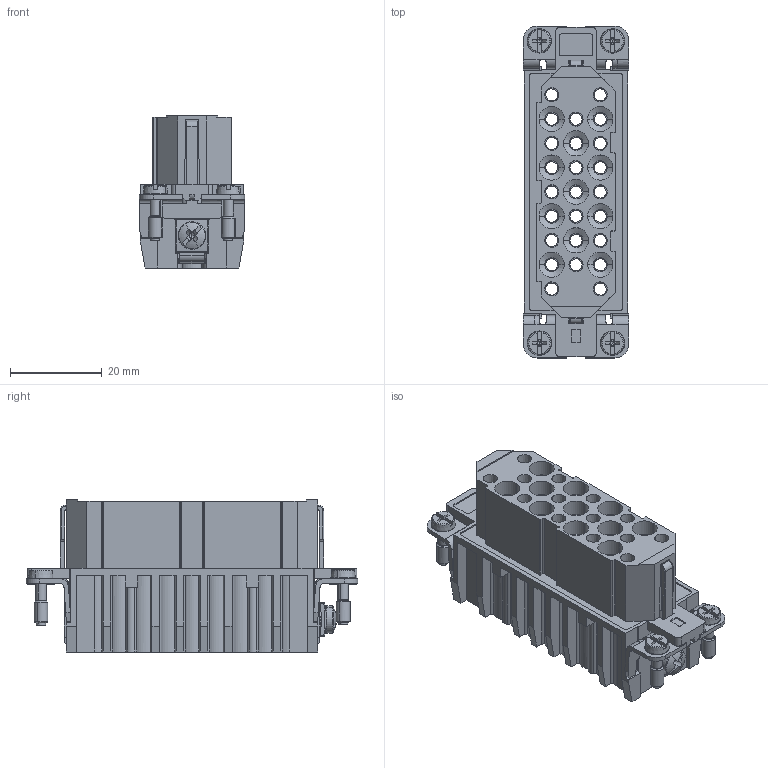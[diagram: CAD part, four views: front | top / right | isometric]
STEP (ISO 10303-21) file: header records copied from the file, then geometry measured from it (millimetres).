
FILE_DESCRIPTION(('CATIA V5 STEP','CAx-IF Rec.Pracs.--- Model Styling and Organization---1.2---2011-12-15'),'2;1');
FILE_NAME ('13455154_2', '2018-08-20T07:20:02+00:00', ('none'), ('Weidmueller'), 'CATIA Version 5-6 Release 2014 SP4 HF52', 'CATIA V5 STEP AP214', 'none');
FILE_SCHEMA(('AUTOMOTIVE_DESIGN { 1 0 10303 214 1 1 1 1 }'));
Length unit declared in the file: millimetre
Products named in the file (1): 1023050000
Bounding box: 23 x 72.5 x 33.2 mm (x, y, z)
Volume: 21735.2 mm3; surface area: 22401 mm2
Topology: 2 solids, 3 shells, 1563 faces, 4510 edges, 2863 vertices
Faces by surface type: plane 710, cylinder 458, cone 319, torus 64, extrusion 4, sphere 4, revolution 2, bspline 2
Entity records: 48748 total; most frequent: CARTESIAN_POINT 11553, ORIENTED_EDGE 8990, DIRECTION 5699, EDGE_CURVE 4495, VERTEX_POINT 2863, VECTOR 2386, LINE 2382, AXIS2_PLACEMENT_3D 2322
